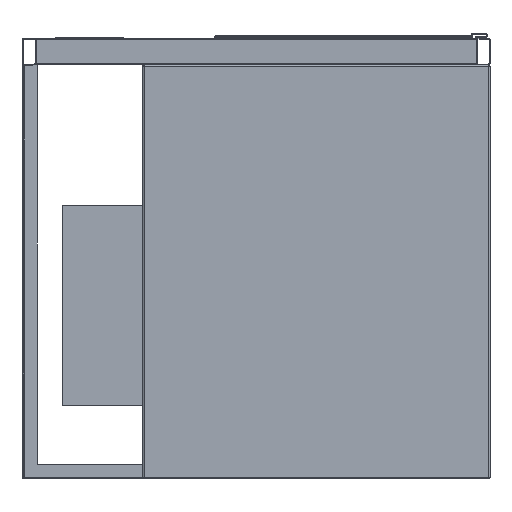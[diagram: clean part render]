
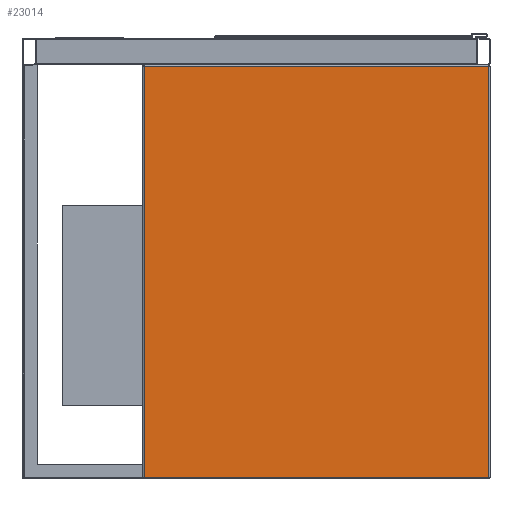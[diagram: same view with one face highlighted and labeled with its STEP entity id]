
A CAD part, front view. The second image highlights one B-rep face of the part: STEP entity #23014.
In plain terms, the highlighted planar face has unit normal (0, -1, 0).
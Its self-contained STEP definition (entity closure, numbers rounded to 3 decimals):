
#92 = CARTESIAN_POINT ( 'NONE',  ( -260., -380., -658. ) ) ;
#158 = CARTESIAN_POINT ( 'NONE',  ( -258., -380., -42. ) ) ;
#713 = EDGE_CURVE ( 'NONE', #2440, #13894, #17746, .T. ) ;
#2133 = LINE ( 'NONE', #11937, #27376 ) ;
#2440 = VERTEX_POINT ( 'NONE', #11690 ) ;
#2713 = ORIENTED_EDGE ( 'NONE', *, *, #7673, .T. ) ;
#2805 = CARTESIAN_POINT ( 'NONE',  ( 258., -380., -658. ) ) ;
#2948 = AXIS2_PLACEMENT_3D ( 'NONE', #32273, #9883, #10363 ) ;
#5645 = CARTESIAN_POINT ( 'NONE',  ( 258., -380., -660. ) ) ;
#7431 = DIRECTION ( 'NONE',  ( 0., 0., 1. ) ) ;
#7673 = EDGE_CURVE ( 'NONE', #13894, #25057, #28032, .T. ) ;
#9590 = VERTEX_POINT ( 'NONE', #158 ) ;
#9883 = DIRECTION ( 'NONE',  ( 0., -1., 0. ) ) ;
#10363 = DIRECTION ( 'NONE',  ( 0., 0., -1. ) ) ;
#10535 = ORIENTED_EDGE ( 'NONE', *, *, #14398, .T. ) ;
#11690 = CARTESIAN_POINT ( 'NONE',  ( -258., -380., -658. ) ) ;
#11721 = ORIENTED_EDGE ( 'NONE', *, *, #18113, .T. ) ;
#11937 = CARTESIAN_POINT ( 'NONE',  ( -260., -380., -42. ) ) ;
#12630 = FACE_OUTER_BOUND ( 'NONE', #19328, .T. ) ;
#13005 = ORIENTED_EDGE ( 'NONE', *, *, #713, .T. ) ;
#13385 = LINE ( 'NONE', #26314, #26485 ) ;
#13894 = VERTEX_POINT ( 'NONE', #2805 ) ;
#14398 = EDGE_CURVE ( 'NONE', #9590, #2440, #13385, .T. ) ;
#17060 = VECTOR ( 'NONE', #17897, 1000. ) ;
#17384 = PLANE ( 'NONE',  #2948 ) ;
#17746 = LINE ( 'NONE', #92, #17060 ) ;
#17897 = DIRECTION ( 'NONE',  ( 1., 0., 0. ) ) ;
#18113 = EDGE_CURVE ( 'NONE', #25057, #9590, #2133, .T. ) ;
#19328 = EDGE_LOOP ( 'NONE', ( #11721, #10535, #13005, #2713 ) ) ;
#21357 = VECTOR ( 'NONE', #7431, 1000. ) ;
#21397 = CARTESIAN_POINT ( 'NONE',  ( 258., -380., -42. ) ) ;
#22072 = DIRECTION ( 'NONE',  ( -1., 0., 0. ) ) ;
#23014 = ADVANCED_FACE ( 'Fl�che8', ( #12630 ), #17384, .T. ) ;
#23386 = DIRECTION ( 'NONE',  ( 0., 0., -1. ) ) ;
#25057 = VERTEX_POINT ( 'NONE', #21397 ) ;
#26314 = CARTESIAN_POINT ( 'NONE',  ( -258., -380., -660. ) ) ;
#26485 = VECTOR ( 'NONE', #23386, 1000. ) ;
#27376 = VECTOR ( 'NONE', #22072, 1000. ) ;
#28032 = LINE ( 'NONE', #5645, #21357 ) ;
#32273 = CARTESIAN_POINT ( 'NONE',  ( -260., -380., -660. ) ) ;
